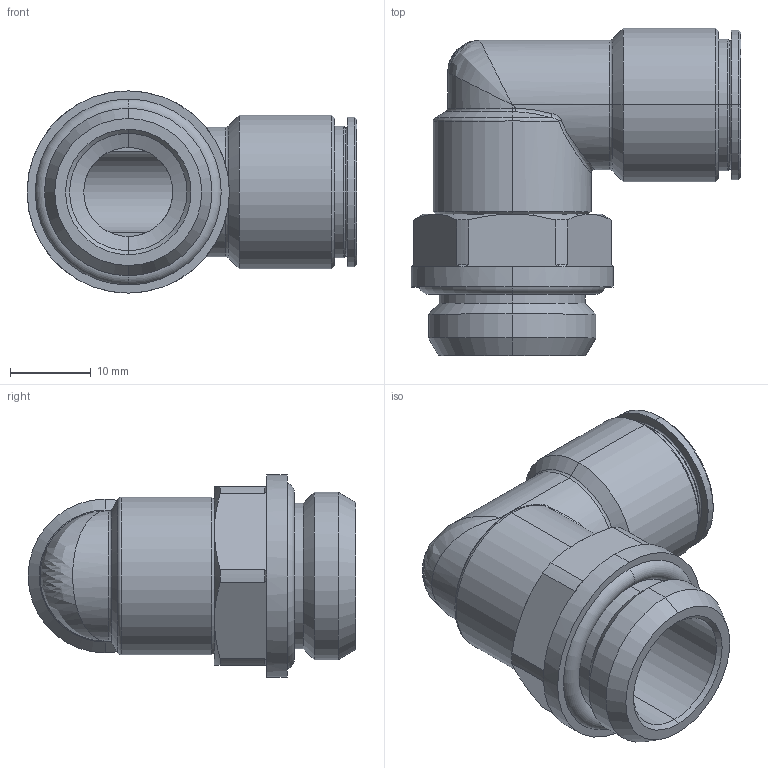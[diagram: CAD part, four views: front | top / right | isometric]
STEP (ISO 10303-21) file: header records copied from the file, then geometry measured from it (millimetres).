
FILE_DESCRIPTION (( 'STEP AP203' ), '1' );
FILE_NAME ('X0060064.STEP', '2016-12-05T16:10:31', ( '' ), ( '' ), 'SwSTEP 2.0', 'SolidWorks 2015', '' );
FILE_SCHEMA (( 'CONFIG_CONTROL_DESIGN' ));
Length unit declared in the file: millimetre
Products named in the file (1): X0060064
Bounding box: 40.76 x 40.5 x 25 mm (x, y, z)
Volume: 9990.8 mm3; surface area: 6802.6 mm2
Topology: 1 solids, 1 shells, 118 faces, 254 edges, 139 vertices
Faces by surface type: cylinder 35, cone 35, plane 22, torus 16, bspline 8, sphere 2
Entity records: 3703 total; most frequent: CARTESIAN_POINT 1127, DIRECTION 566, ORIENTED_EDGE 500, EDGE_CURVE 250, AXIS2_PLACEMENT_3D 248, VERTEX_POINT 139, CIRCLE 137, EDGE_LOOP 125
